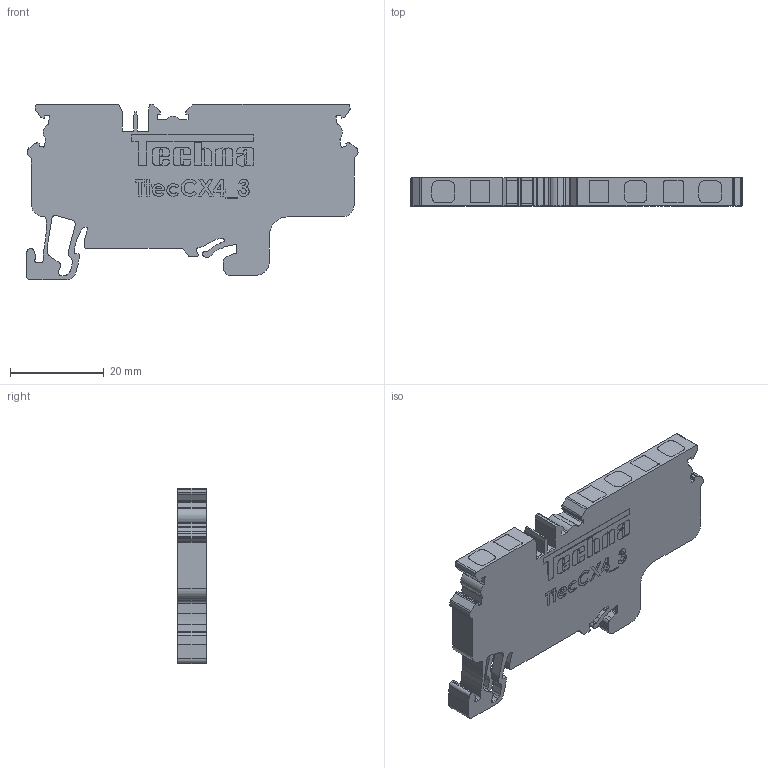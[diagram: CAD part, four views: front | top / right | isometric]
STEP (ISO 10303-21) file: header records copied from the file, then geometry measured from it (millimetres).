
FILE_DESCRIPTION (( 'STEP AP214' ), '1' );
FILE_NAME ('TtecCX4_3.STEP', '2020-07-21T10:43:08', ( '' ), ( '' ), 'SwSTEP 2.0', 'SolidWorks 2020', '' );
FILE_SCHEMA (( 'AUTOMOTIVE_DESIGN' ));
Length unit declared in the file: millimetre
Products named in the file (1): TtecCX4_3
Bounding box: 70.8 x 6 x 37.4 mm (x, y, z)
Volume: 11050.3 mm3; surface area: 6808.3 mm2
Topology: 1 solids, 3 shells, 886 faces, 2514 edges, 1676 vertices
Faces by surface type: plane 504, cylinder 306, bspline 76
Entity records: 38241 total; most frequent: CARTESIAN_POINT 9793, ORIENTED_EDGE 5028, DIRECTION 4596, EDGE_CURVE 2514, LINE 1750, VECTOR 1750, VERTEX_POINT 1676, AXIS2_PLACEMENT_3D 1423
